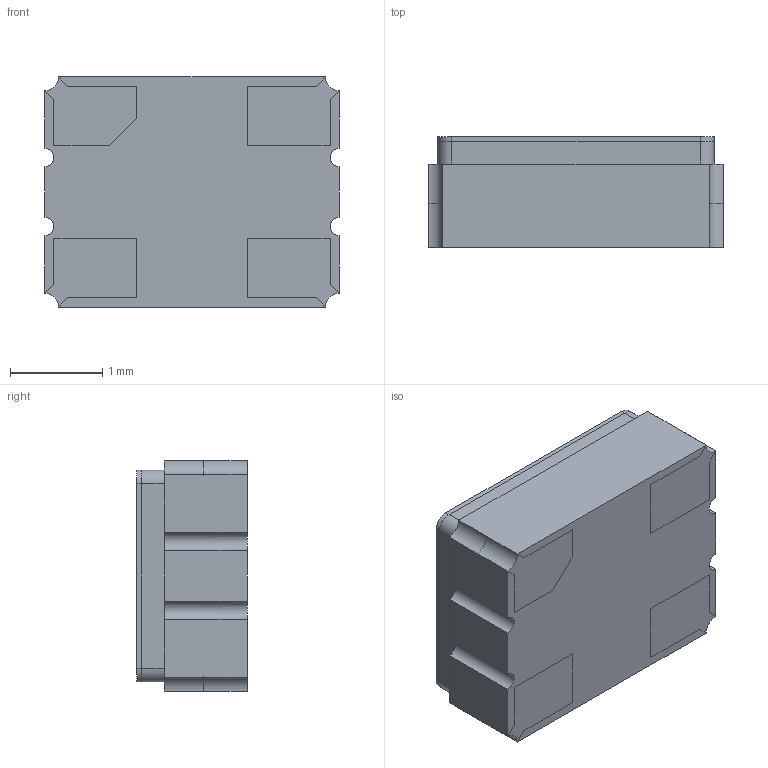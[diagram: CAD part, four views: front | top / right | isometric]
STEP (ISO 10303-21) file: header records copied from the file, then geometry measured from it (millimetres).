
FILE_DESCRIPTION (( 'STEP AP214' ), '1' );
FILE_NAME ('A(V)TX-11.STEP', '2020-05-12T14:09:15', ( '' ), ( '' ), 'SwSTEP 2.0', 'SolidWorks 2018', '' );
FILE_SCHEMA (( 'AUTOMOTIVE_DESIGN' ));
Length unit declared in the file: millimetre
Products named in the file (1): A(V)TX-11
Bounding box: 3.2 x 1.2 x 2.5 mm (x, y, z)
Volume: 9.1 mm3; surface area: 59.5 mm2
Topology: 16 solids, 16 shells, 230 faces, 574 edges, 368 vertices
Faces by surface type: plane 162, bspline 34, cylinder 30, torus 4
Entity records: 8575 total; most frequent: CARTESIAN_POINT 2279, ORIENTED_EDGE 1132, DIRECTION 976, EDGE_CURVE 566, VECTOR 430, LINE 430, VERTEX_POINT 368, AXIS2_PLACEMENT_3D 273
